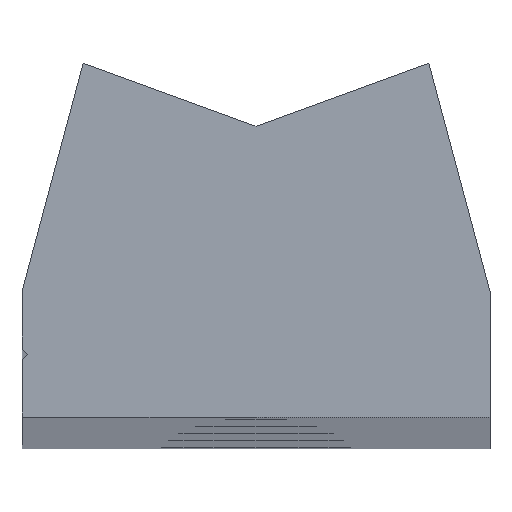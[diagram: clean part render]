
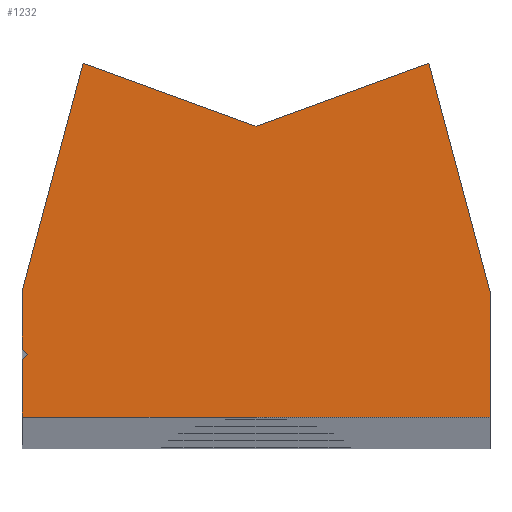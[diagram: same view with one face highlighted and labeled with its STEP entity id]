
A CAD part, top view. The second image highlights one B-rep face of the part: STEP entity #1232.
In plain terms, the highlighted planar face has unit normal (0, 0, 1).
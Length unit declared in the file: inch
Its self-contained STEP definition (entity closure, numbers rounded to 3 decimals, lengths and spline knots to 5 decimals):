
#5 = AXIS2_PLACEMENT_3D ( 'NONE', #966, #1252, #958 ) ;
#11 = CARTESIAN_POINT ( 'NONE',  ( 0.465, 0., 0. ) ) ;
#21 = CARTESIAN_POINT ( 'NONE',  ( 0., 0.57798, 0. ) ) ;
#57 = CARTESIAN_POINT ( 'NONE',  ( 0.465, 0.24956, 0. ) ) ;
#58 = CARTESIAN_POINT ( 'NONE',  ( 0.465, 0., 0. ) ) ;
#69 = DIRECTION ( 'NONE',  ( 0., 1., 0. ) ) ;
#72 = CARTESIAN_POINT ( 'NONE',  ( -0.465, 0.24956, 0. ) ) ;
#81 = CARTESIAN_POINT ( 'NONE',  ( -0.465, 0.135, 0. ) ) ;
#85 = VECTOR ( 'NONE', #1004, 39.37008 ) ;
#93 = EDGE_CURVE ( 'NONE', #1254, #149, #751, .T. ) ;
#98 = DIRECTION ( 'NONE',  ( -0.707, -0.707, 0. ) ) ;
#102 = LINE ( 'NONE', #517, #1223 ) ;
#119 = LINE ( 'NONE', #886, #1003 ) ;
#134 = VERTEX_POINT ( 'NONE', #932 ) ;
#149 = VERTEX_POINT ( 'NONE', #81 ) ;
#155 = LINE ( 'NONE', #57, #172 ) ;
#172 = VECTOR ( 'NONE', #557, 39.37008 ) ;
#189 = ORIENTED_EDGE ( 'NONE', *, *, #724, .T. ) ;
#211 = DIRECTION ( 'NONE',  ( -0.94, -0.342, 0. ) ) ;
#230 = DIRECTION ( 'NONE',  ( 1., 0., 0. ) ) ;
#245 = LINE ( 'NONE', #632, #85 ) ;
#246 = ORIENTED_EDGE ( 'NONE', *, *, #93, .T. ) ;
#254 = DIRECTION ( 'NONE',  ( -0.94, 0.342, 0. ) ) ;
#255 = VECTOR ( 'NONE', #254, 39.37008 ) ;
#267 = EDGE_CURVE ( 'NONE', #1152, #369, #245, .T. ) ;
#290 = VERTEX_POINT ( 'NONE', #905 ) ;
#346 = VECTOR ( 'NONE', #98, 39.37008 ) ;
#369 = VERTEX_POINT ( 'NONE', #649 ) ;
#378 = VECTOR ( 'NONE', #865, 39.37008 ) ;
#382 = ORIENTED_EDGE ( 'NONE', *, *, #439, .T. ) ;
#405 = LINE ( 'NONE', #786, #879 ) ;
#406 = EDGE_CURVE ( 'NONE', #1050, #134, #462, .T. ) ;
#415 = LINE ( 'NONE', #869, #854 ) ;
#420 = CARTESIAN_POINT ( 'NONE',  ( -0.465, 0.115, 0. ) ) ;
#430 = CARTESIAN_POINT ( 'NONE',  ( -0.455, 0.125, 0. ) ) ;
#439 = EDGE_CURVE ( 'NONE', #564, #954, #155, .T. ) ;
#462 = LINE ( 'NONE', #922, #255 ) ;
#517 = CARTESIAN_POINT ( 'NONE',  ( -0.465, 0.135, 0. ) ) ;
#557 = DIRECTION ( 'NONE',  ( -0.259, 0.966, 0. ) ) ;
#564 = VERTEX_POINT ( 'NONE', #1053 ) ;
#632 = CARTESIAN_POINT ( 'NONE',  ( -0.465, 0.115, 0. ) ) ;
#633 = ORIENTED_EDGE ( 'NONE', *, *, #1166, .T. ) ;
#643 = FACE_OUTER_BOUND ( 'NONE', #1130, .T. ) ;
#649 = CARTESIAN_POINT ( 'NONE',  ( -0.465, 0., 0. ) ) ;
#724 = EDGE_CURVE ( 'NONE', #820, #564, #1127, .T. ) ;
#751 = LINE ( 'NONE', #766, #378 ) ;
#753 = ORIENTED_EDGE ( 'NONE', *, *, #758, .T. ) ;
#758 = EDGE_CURVE ( 'NONE', #134, #1254, #415, .T. ) ;
#766 = CARTESIAN_POINT ( 'NONE',  ( -0.465, 0.24956, 0. ) ) ;
#778 = DIRECTION ( 'NONE',  ( -0.259, -0.966, 0. ) ) ;
#786 = CARTESIAN_POINT ( 'NONE',  ( 0.3435, 0.703, 0. ) ) ;
#788 = ORIENTED_EDGE ( 'NONE', *, *, #1106, .T. ) ;
#820 = VERTEX_POINT ( 'NONE', #11 ) ;
#854 = VECTOR ( 'NONE', #778, 39.37008 ) ;
#865 = DIRECTION ( 'NONE',  ( 0., -1., 0. ) ) ;
#867 = PLANE ( 'NONE',  #5 ) ;
#869 = CARTESIAN_POINT ( 'NONE',  ( -0.3435, 0.703, 0. ) ) ;
#879 = VECTOR ( 'NONE', #211, 39.37008 ) ;
#886 = CARTESIAN_POINT ( 'NONE',  ( -2.5, 0., 0. ) ) ;
#905 = CARTESIAN_POINT ( 'NONE',  ( -0.455, 0.125, 0. ) ) ;
#920 = EDGE_CURVE ( 'NONE', #369, #820, #119, .T. ) ;
#922 = CARTESIAN_POINT ( 'NONE',  ( 0., 0.57798, 0. ) ) ;
#927 = ORIENTED_EDGE ( 'NONE', *, *, #406, .T. ) ;
#932 = CARTESIAN_POINT ( 'NONE',  ( -0.3435, 0.703, 0. ) ) ;
#954 = VERTEX_POINT ( 'NONE', #1081 ) ;
#956 = EDGE_CURVE ( 'NONE', #954, #1050, #405, .T. ) ;
#958 = DIRECTION ( 'NONE',  ( 1., 0., 0. ) ) ;
#964 = ORIENTED_EDGE ( 'NONE', *, *, #956, .T. ) ;
#966 = CARTESIAN_POINT ( 'NONE',  ( 0., 0., 0. ) ) ;
#1003 = VECTOR ( 'NONE', #230, 39.37008 ) ;
#1004 = DIRECTION ( 'NONE',  ( 0., -1., 0. ) ) ;
#1050 = VERTEX_POINT ( 'NONE', #21 ) ;
#1053 = CARTESIAN_POINT ( 'NONE',  ( 0.465, 0.24956, 0. ) ) ;
#1069 = DIRECTION ( 'NONE',  ( 0.707, -0.707, 0. ) ) ;
#1081 = CARTESIAN_POINT ( 'NONE',  ( 0.3435, 0.703, 0. ) ) ;
#1104 = ORIENTED_EDGE ( 'NONE', *, *, #920, .T. ) ;
#1106 = EDGE_CURVE ( 'NONE', #290, #1152, #1167, .T. ) ;
#1127 = LINE ( 'NONE', #58, #1139 ) ;
#1130 = EDGE_LOOP ( 'NONE', ( #246, #633, #788, #1197, #1104, #189, #382, #964, #927, #753 ) ) ;
#1139 = VECTOR ( 'NONE', #69, 39.37008 ) ;
#1152 = VERTEX_POINT ( 'NONE', #420 ) ;
#1166 = EDGE_CURVE ( 'NONE', #149, #290, #102, .T. ) ;
#1167 = LINE ( 'NONE', #430, #346 ) ;
#1197 = ORIENTED_EDGE ( 'NONE', *, *, #267, .T. ) ;
#1223 = VECTOR ( 'NONE', #1069, 39.37008 ) ;
#1232 = ADVANCED_FACE ( 'NONE', ( #643 ), #867, .T. ) ;
#1252 = DIRECTION ( 'NONE',  ( 0., 0., 1. ) ) ;
#1254 = VERTEX_POINT ( 'NONE', #72 ) ;
